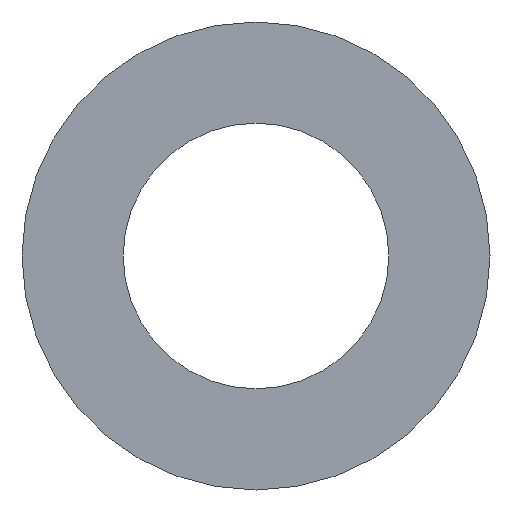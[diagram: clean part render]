
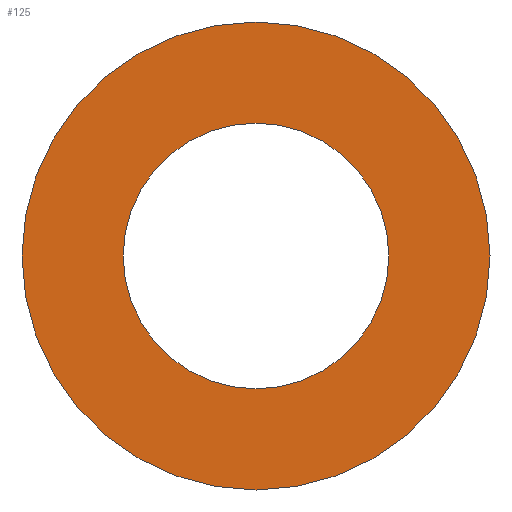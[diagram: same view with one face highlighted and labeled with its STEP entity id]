
A CAD part, front view. The second image highlights one B-rep face of the part: STEP entity #125.
In plain terms, the highlighted planar face has unit normal (0, -1, 0).
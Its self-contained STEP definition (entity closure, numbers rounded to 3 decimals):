
#26 = DIRECTION ( 'NONE',  ( 0., 1., 0. ) ) ;
#30 = DIRECTION ( 'NONE',  ( 0., 0., 1. ) ) ;
#32 = EDGE_CURVE ( 'NONE', #143, #145, #154, .T. ) ;
#33 = CIRCLE ( 'NONE', #194, 18.5 ) ;
#46 = ORIENTED_EDGE ( 'NONE', *, *, #230, .T. ) ;
#49 = CARTESIAN_POINT ( 'NONE',  ( 0., -2., -10.5 ) ) ;
#53 = CARTESIAN_POINT ( 'NONE',  ( 0., -2., 10.5 ) ) ;
#66 = CARTESIAN_POINT ( 'NONE',  ( 0., -2., 0. ) ) ;
#68 = CARTESIAN_POINT ( 'NONE',  ( 0., -2., 18.5 ) ) ;
#69 = DIRECTION ( 'NONE',  ( 0., 0., 1. ) ) ;
#70 = DIRECTION ( 'NONE',  ( 0., 0., 1. ) ) ;
#80 = VERTEX_POINT ( 'NONE', #226 ) ;
#84 = CIRCLE ( 'NONE', #146, 18.5 ) ;
#89 = AXIS2_PLACEMENT_3D ( 'NONE', #66, #26, #107 ) ;
#90 = CARTESIAN_POINT ( 'NONE',  ( 0., -2., 0. ) ) ;
#107 = DIRECTION ( 'NONE',  ( 0., 0., 1. ) ) ;
#116 = CIRCLE ( 'NONE', #134, 10.5 ) ;
#125 = ADVANCED_FACE ( 'NONE', ( #227, #206 ), #225, .F. ) ;
#128 = DIRECTION ( 'NONE',  ( 0., 1., 0. ) ) ;
#134 = AXIS2_PLACEMENT_3D ( 'NONE', #90, #169, #172 ) ;
#139 = EDGE_LOOP ( 'NONE', ( #46, #164 ) ) ;
#143 = VERTEX_POINT ( 'NONE', #49 ) ;
#145 = VERTEX_POINT ( 'NONE', #53 ) ;
#146 = AXIS2_PLACEMENT_3D ( 'NONE', #187, #242, #69 ) ;
#154 = CIRCLE ( 'NONE', #89, 10.5 ) ;
#163 = ORIENTED_EDGE ( 'NONE', *, *, #222, .F. ) ;
#164 = ORIENTED_EDGE ( 'NONE', *, *, #32, .T. ) ;
#169 = DIRECTION ( 'NONE',  ( 0., 1., 0. ) ) ;
#172 = DIRECTION ( 'NONE',  ( 0., 0., 1. ) ) ;
#181 = ORIENTED_EDGE ( 'NONE', *, *, #238, .F. ) ;
#187 = CARTESIAN_POINT ( 'NONE',  ( 0., -2., 0. ) ) ;
#190 = AXIS2_PLACEMENT_3D ( 'NONE', #191, #244, #30 ) ;
#191 = CARTESIAN_POINT ( 'NONE',  ( 10.5, -2., 0. ) ) ;
#194 = AXIS2_PLACEMENT_3D ( 'NONE', #243, #128, #70 ) ;
#206 = FACE_BOUND ( 'NONE', #139, .T. ) ;
#222 = EDGE_CURVE ( 'NONE', #80, #223, #84, .T. ) ;
#223 = VERTEX_POINT ( 'NONE', #68 ) ;
#225 = PLANE ( 'NONE',  #190 ) ;
#226 = CARTESIAN_POINT ( 'NONE',  ( 0., -2., -18.5 ) ) ;
#227 = FACE_OUTER_BOUND ( 'NONE', #235, .T. ) ;
#230 = EDGE_CURVE ( 'NONE', #145, #143, #116, .T. ) ;
#235 = EDGE_LOOP ( 'NONE', ( #181, #163 ) ) ;
#238 = EDGE_CURVE ( 'NONE', #223, #80, #33, .T. ) ;
#242 = DIRECTION ( 'NONE',  ( 0., 1., 0. ) ) ;
#243 = CARTESIAN_POINT ( 'NONE',  ( 0., -2., 0. ) ) ;
#244 = DIRECTION ( 'NONE',  ( 0., 1., 0. ) ) ;
